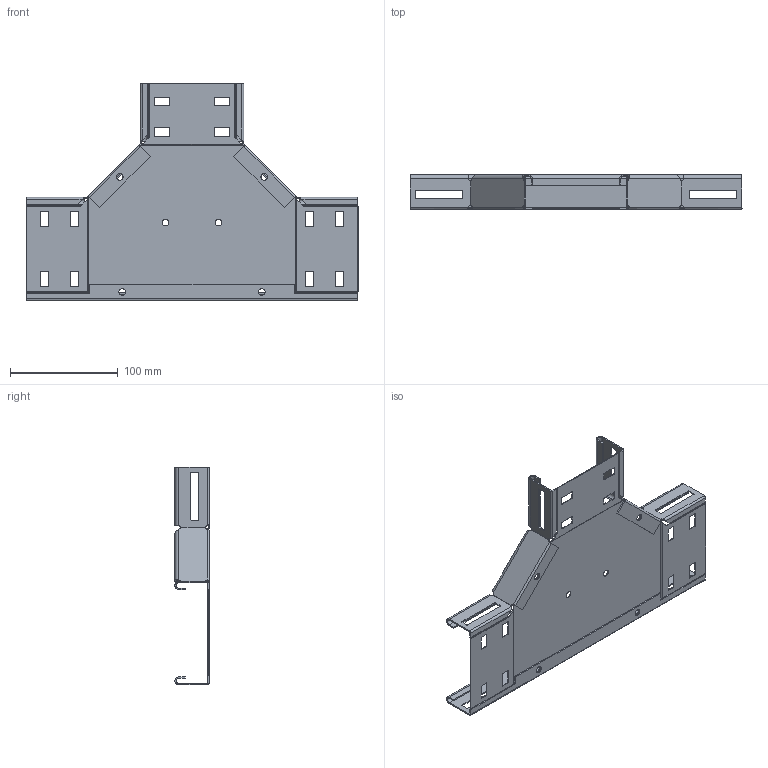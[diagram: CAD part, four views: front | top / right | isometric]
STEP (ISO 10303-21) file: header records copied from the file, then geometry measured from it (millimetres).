
FILE_DESCRIPTION (( 'STEP AP214' ), '1' );
FILE_NAME ('6038010.STEP', '2024-10-25T12:18:12', ( '' ), ( '' ), 'SwSTEP 2.0', 'SolidWorks 2024', '' );
FILE_SCHEMA (( 'AUTOMOTIVE_DESIGN' ));
Length unit declared in the file: millimetre
Products named in the file (4): 172072_100; 167655_35x90°; 181332_100; 6038010
Assembly tree (4 placements, depth 2):
  6038010
    172072_100
    167655_35x90°  x2
    181332_100
Bounding box: 308.13 x 32 x 202.07 mm (x, y, z)
Volume: 69400.9 mm3; surface area: 145454.1 mm2
Topology: 4 solids, 4 shells, 402 faces, 1038 edges, 644 vertices
Faces by surface type: plane 242, cylinder 144, bspline 16
Entity records: 9951 total; most frequent: CARTESIAN_POINT 2161, ORIENTED_EDGE 1628, DIRECTION 1544, EDGE_CURVE 814, VECTOR 538, LINE 538, VERTEX_POINT 516, AXIS2_PLACEMENT_3D 503
